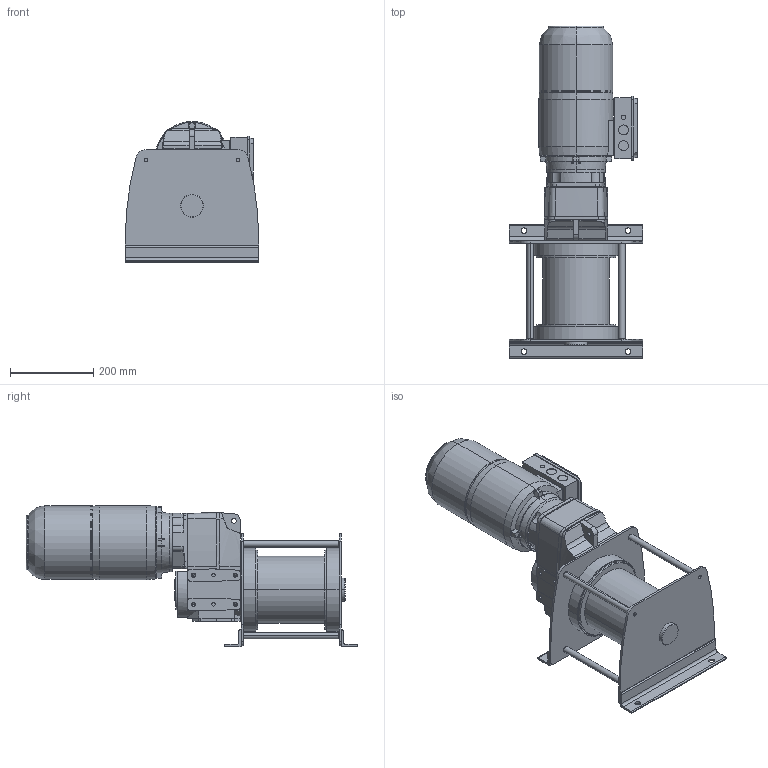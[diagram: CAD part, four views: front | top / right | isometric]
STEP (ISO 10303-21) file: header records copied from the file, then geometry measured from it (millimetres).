
FILE_DESCRIPTION(('STEP AP242'),'1');
FILE_NAME('planeta_pfw0500_v15_dt2-tgl-ltr160_bz1ya5a6iuyavx9qjsum5chqh.stp','2019-06-14T06:51:25',('TraceParts'),('TraceParts S.A.'),'Spatial InterOp 3D',' ',' ');
FILE_SCHEMA(('AP242_MANAGED_MODEL_BASED_3D_ENGINEERING_MIM_LF {1 0 10303 442 1 1 4}'));
Length unit declared in the file: millimetre
Products named in the file (1): planeta_pfw0500_v15_dt2-tgl-ltr160_bz1ya5a6iuyavx9qjsum5chqh_1
Bounding box: 320 x 795.2 x 338.09 mm (x, y, z)
Volume: 19737730.6 mm3; surface area: 1310367.3 mm2
Topology: 14 solids, 14 shells, 767 faces, 1974 edges, 1262 vertices
Faces by surface type: cylinder 327, plane 300, cone 112, torus 26, bspline 2
Entity records: 29894 total; most frequent: CARTESIAN_POINT 4491, DIRECTION 4261, ORIENTED_EDGE 3888, EDGE_CURVE 1944, AXIS2_PLACEMENT_3D 1637, VERTEX_POINT 1262, LINE 987, VECTOR 987
